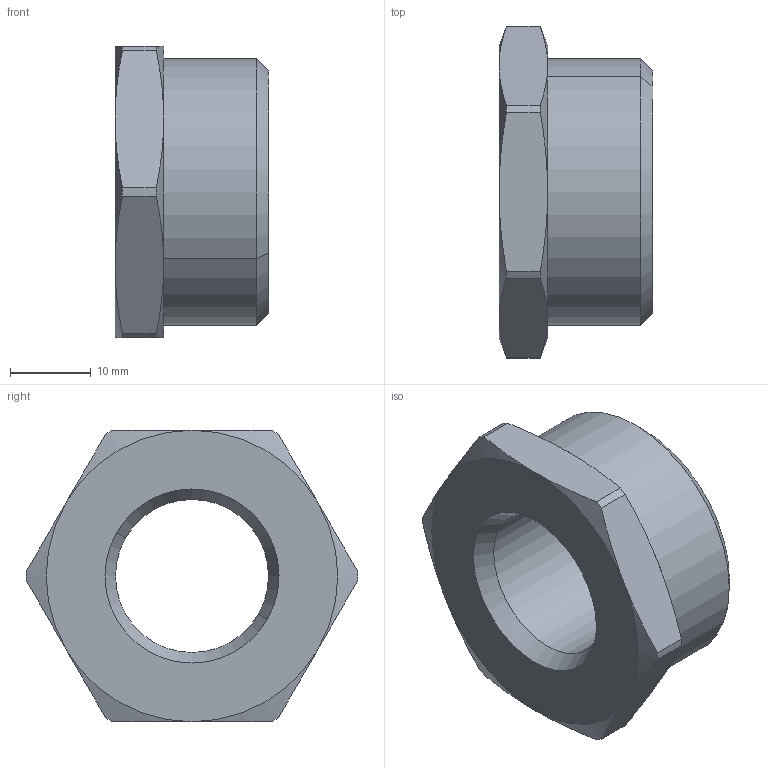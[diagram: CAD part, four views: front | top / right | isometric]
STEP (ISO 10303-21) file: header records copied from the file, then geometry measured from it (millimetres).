
FILE_DESCRIPTION(/* description */ ('VariCAD 2016-1.06 AP-214'),/* implementation_level */ '2;1');
FILE_NAME(/* name */ 'rn_1012_msv.stp',/* time_stamp */ '2016-06-16T12:43:18+02:00',/* author */ (''),/* organization */ (''),/* preprocessor_version */ 'ST-DEVELOPER v14',/* originating_system */ 'VariCAD 2016-1.06; kernel version (20130303)',/* authorisation */ '');
FILE_SCHEMA (('AUTOMOTIVE_DESIGN'));
Length unit declared in the file: millimetre
Products named in the file (2): rn_1012_msv; R253Z112
Assembly tree (1 placements, depth 2):
  rn_1012_msv
    R253Z112
Bounding box: 19 x 41 x 36 mm (x, y, z)
Volume: 12131.9 mm3; surface area: 4637.4 mm2
Topology: 1 solids, 1 shells, 37 faces, 84 edges, 50 vertices
Faces by surface type: cone 18, cylinder 10, plane 9
Entity records: 1162 total; most frequent: CARTESIAN_POINT 295, DIRECTION 180, ORIENTED_EDGE 168, EDGE_CURVE 84, AXIS2_PLACEMENT_3D 79, VERTEX_POINT 50, EDGE_LOOP 40, CIRCLE 38
